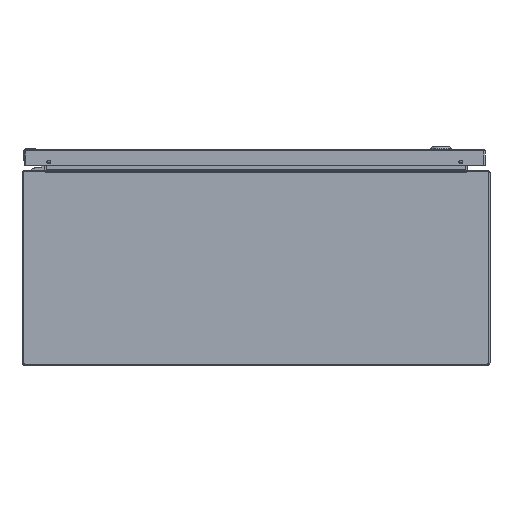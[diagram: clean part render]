
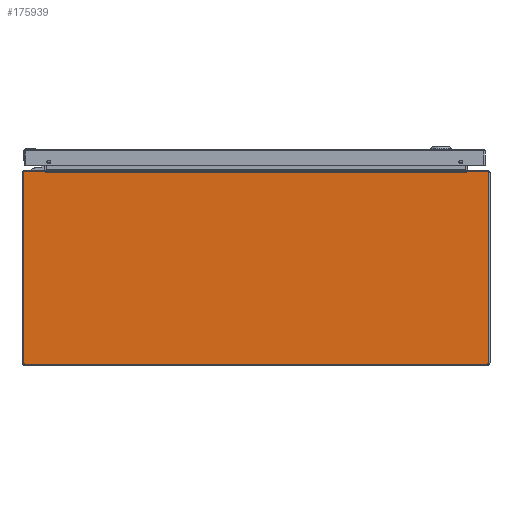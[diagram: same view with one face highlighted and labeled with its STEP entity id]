
A CAD part, front view. The second image highlights one B-rep face of the part: STEP entity #175939.
In plain terms, the highlighted planar face has unit normal (0, -1, 0).
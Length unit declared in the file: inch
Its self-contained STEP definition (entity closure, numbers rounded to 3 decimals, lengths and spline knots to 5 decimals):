
#727 = VECTOR ( 'NONE', #126303, 39.37008 ) ;
#1404 = CARTESIAN_POINT ( 'NONE',  ( 11.857, -18., -4.937 ) ) ;
#1690 = CARTESIAN_POINT ( 'NONE',  ( -11.937, -18., 0. ) ) ;
#2260 = EDGE_CURVE ( 'NONE', #117763, #74603, #142228, .T. ) ;
#4803 = CARTESIAN_POINT ( 'NONE',  ( 10.8136, -18., 4.883 ) ) ;
#5211 = EDGE_CURVE ( 'NONE', #6187, #124575, #110309, .T. ) ;
#6187 = VERTEX_POINT ( 'NONE', #46036 ) ;
#6904 = CARTESIAN_POINT ( 'NONE',  ( -11.857, -18., 4.857 ) ) ;
#10032 = DIRECTION ( 'NONE',  ( -0.174, 0., -0.985 ) ) ;
#10672 = DIRECTION ( 'NONE',  ( 0., 0., -1. ) ) ;
#11481 = LINE ( 'NONE', #26177, #54477 ) ;
#14604 = LINE ( 'NONE', #84795, #123898 ) ;
#15300 = FACE_OUTER_BOUND ( 'NONE', #144648, .T. ) ;
#16143 = ORIENTED_EDGE ( 'NONE', *, *, #31039, .T. ) ;
#18557 = ORIENTED_EDGE ( 'NONE', *, *, #182489, .F. ) ;
#20261 = VERTEX_POINT ( 'NONE', #1404 ) ;
#23193 = AXIS2_PLACEMENT_3D ( 'NONE', #6904, #35454, #174265 ) ;
#23261 = EDGE_CURVE ( 'NONE', #116930, #124575, #72595, .T. ) ;
#23957 = VECTOR ( 'NONE', #164965, 39.37008 ) ;
#24914 = VERTEX_POINT ( 'NONE', #46584 ) ;
#26177 = CARTESIAN_POINT ( 'NONE',  ( 0., -18., -4.937 ) ) ;
#27094 = ORIENTED_EDGE ( 'NONE', *, *, #2260, .T. ) ;
#29835 = CIRCLE ( 'NONE', #133204, 0.08 ) ;
#31039 = EDGE_CURVE ( 'NONE', #20261, #44592, #29835, .T. ) ;
#31862 = CARTESIAN_POINT ( 'NONE',  ( 0., -18., 4.883 ) ) ;
#32129 = DIRECTION ( 'NONE',  ( 0., 0., -1. ) ) ;
#34330 = EDGE_CURVE ( 'NONE', #74603, #20261, #11481, .T. ) ;
#34484 = CARTESIAN_POINT ( 'NONE',  ( 11.857, -18., 4.937 ) ) ;
#35454 = DIRECTION ( 'NONE',  ( 0., -1., 0. ) ) ;
#35916 = VECTOR ( 'NONE', #147475, 39.37008 ) ;
#36406 = CARTESIAN_POINT ( 'NONE',  ( 11.937, -18., -4.857 ) ) ;
#38944 = CARTESIAN_POINT ( 'NONE',  ( 10.798, -18., 4.883 ) ) ;
#44146 = EDGE_CURVE ( 'NONE', #123818, #117763, #128369, .T. ) ;
#44167 = VECTOR ( 'NONE', #32129, 39.37008 ) ;
#44592 = VERTEX_POINT ( 'NONE', #36406 ) ;
#44892 = ORIENTED_EDGE ( 'NONE', *, *, #34330, .T. ) ;
#46036 = CARTESIAN_POINT ( 'NONE',  ( -10.8136, -18., 4.883 ) ) ;
#46262 = CIRCLE ( 'NONE', #149561, 0.08 ) ;
#46584 = CARTESIAN_POINT ( 'NONE',  ( 10.82312, -18., 4.937 ) ) ;
#47534 = ORIENTED_EDGE ( 'NONE', *, *, #44146, .T. ) ;
#47777 = CARTESIAN_POINT ( 'NONE',  ( 11.937, -18., 4.857 ) ) ;
#47840 = CARTESIAN_POINT ( 'NONE',  ( 11.857, -18., -4.857 ) ) ;
#48879 = ORIENTED_EDGE ( 'NONE', *, *, #23261, .T. ) ;
#53194 = EDGE_CURVE ( 'NONE', #76791, #24914, #62390, .T. ) ;
#54477 = VECTOR ( 'NONE', #98257, 39.37008 ) ;
#54700 = DIRECTION ( 'NONE',  ( 0., -1., 0. ) ) ;
#55347 = ORIENTED_EDGE ( 'NONE', *, *, #5211, .F. ) ;
#56481 = CARTESIAN_POINT ( 'NONE',  ( -11.857, -18., 4.937 ) ) ;
#57428 = DIRECTION ( 'NONE',  ( 0., 0., -1. ) ) ;
#57959 = DIRECTION ( 'NONE',  ( 0., 0., 1. ) ) ;
#58048 = VERTEX_POINT ( 'NONE', #4803 ) ;
#59754 = EDGE_CURVE ( 'NONE', #84690, #142835, #122387, .T. ) ;
#62390 = LINE ( 'NONE', #104917, #35916 ) ;
#62555 = DIRECTION ( 'NONE',  ( 0., 0., -1. ) ) ;
#72595 = LINE ( 'NONE', #31862, #727 ) ;
#73481 = VECTOR ( 'NONE', #146820, 39.37008 ) ;
#73649 = EDGE_CURVE ( 'NONE', #24914, #58048, #136672, .T. ) ;
#74603 = VERTEX_POINT ( 'NONE', #142907 ) ;
#76495 = CARTESIAN_POINT ( 'NONE',  ( 10.80578, -18., 4.883 ) ) ;
#76791 = VERTEX_POINT ( 'NONE', #34484 ) ;
#77197 = AXIS2_PLACEMENT_3D ( 'NONE', #154570, #54700, #57428 ) ;
#77330 = DIRECTION ( 'NONE',  ( 0., -1., 0. ) ) ;
#83174 = VECTOR ( 'NONE', #93153, 39.37008 ) ;
#84690 = VERTEX_POINT ( 'NONE', #127862 ) ;
#84795 = CARTESIAN_POINT ( 'NONE',  ( 11.937, -18., 0. ) ) ;
#89555 = AXIS2_PLACEMENT_3D ( 'NONE', #171505, #128027, #131674 ) ;
#92739 = VECTOR ( 'NONE', #111227, 39.37008 ) ;
#93153 = DIRECTION ( 'NONE',  ( 0.174, 0., -0.985 ) ) ;
#98026 = EDGE_CURVE ( 'NONE', #44592, #169667, #14604, .T. ) ;
#98257 = DIRECTION ( 'NONE',  ( 1., 0., 0. ) ) ;
#99645 = ORIENTED_EDGE ( 'NONE', *, *, #155310, .T. ) ;
#102901 = CIRCLE ( 'NONE', #23193, 0.08 ) ;
#104917 = CARTESIAN_POINT ( 'NONE',  ( 0., -18., 4.937 ) ) ;
#105231 = CARTESIAN_POINT ( 'NONE',  ( 10.81836, -18., 4.91 ) ) ;
#105767 = CARTESIAN_POINT ( 'NONE',  ( 0., -18., 4.937 ) ) ;
#110309 = LINE ( 'NONE', #138089, #92739 ) ;
#111227 = DIRECTION ( 'NONE',  ( 1., 0., 0. ) ) ;
#112088 = CARTESIAN_POINT ( 'NONE',  ( -11.937, -18., 4.857 ) ) ;
#116930 = VERTEX_POINT ( 'NONE', #38944 ) ;
#117185 = ORIENTED_EDGE ( 'NONE', *, *, #130528, .T. ) ;
#117763 = VERTEX_POINT ( 'NONE', #153563 ) ;
#118571 = ORIENTED_EDGE ( 'NONE', *, *, #53194, .T. ) ;
#121790 = LINE ( 'NONE', #180112, #83174 ) ;
#122387 = LINE ( 'NONE', #105767, #23957 ) ;
#123818 = VERTEX_POINT ( 'NONE', #112088 ) ;
#123898 = VECTOR ( 'NONE', #57959, 39.37008 ) ;
#124575 = VERTEX_POINT ( 'NONE', #142893 ) ;
#126303 = DIRECTION ( 'NONE',  ( -1., 0., 0. ) ) ;
#127862 = CARTESIAN_POINT ( 'NONE',  ( -10.82312, -18., 4.937 ) ) ;
#128027 = DIRECTION ( 'NONE',  ( 0., -1., 0. ) ) ;
#128369 = LINE ( 'NONE', #1690, #44167 ) ;
#130528 = EDGE_CURVE ( 'NONE', #58048, #116930, #160662, .T. ) ;
#131674 = DIRECTION ( 'NONE',  ( 0., 0., -1. ) ) ;
#133204 = AXIS2_PLACEMENT_3D ( 'NONE', #47840, #77330, #62555 ) ;
#136672 = LINE ( 'NONE', #105231, #162326 ) ;
#137307 = CARTESIAN_POINT ( 'NONE',  ( 11.857, -18., 4.857 ) ) ;
#138089 = CARTESIAN_POINT ( 'NONE',  ( -10.80578, -18., 4.883 ) ) ;
#142228 = CIRCLE ( 'NONE', #77197, 0.08 ) ;
#142835 = VERTEX_POINT ( 'NONE', #56481 ) ;
#142893 = CARTESIAN_POINT ( 'NONE',  ( -10.798, -18., 4.883 ) ) ;
#142907 = CARTESIAN_POINT ( 'NONE',  ( -11.857, -18., -4.937 ) ) ;
#144648 = EDGE_LOOP ( 'NONE', ( #158137, #99645, #47534, #27094, #44892, #16143, #179692, #180675, #118571, #160232, #117185, #48879, #55347, #18557 ) ) ;
#145681 = EDGE_CURVE ( 'NONE', #169667, #76791, #46262, .T. ) ;
#146820 = DIRECTION ( 'NONE',  ( -1., 0., 0. ) ) ;
#147475 = DIRECTION ( 'NONE',  ( -1., 0., 0. ) ) ;
#149561 = AXIS2_PLACEMENT_3D ( 'NONE', #137307, #166933, #10672 ) ;
#152174 = PLANE ( 'NONE',  #89555 ) ;
#153563 = CARTESIAN_POINT ( 'NONE',  ( -11.937, -18., -4.857 ) ) ;
#154570 = CARTESIAN_POINT ( 'NONE',  ( -11.857, -18., -4.857 ) ) ;
#155310 = EDGE_CURVE ( 'NONE', #142835, #123818, #102901, .T. ) ;
#158137 = ORIENTED_EDGE ( 'NONE', *, *, #59754, .T. ) ;
#160232 = ORIENTED_EDGE ( 'NONE', *, *, #73649, .T. ) ;
#160662 = LINE ( 'NONE', #76495, #73481 ) ;
#162326 = VECTOR ( 'NONE', #10032, 39.37008 ) ;
#164965 = DIRECTION ( 'NONE',  ( -1., 0., 0. ) ) ;
#166933 = DIRECTION ( 'NONE',  ( 0., -1., 0. ) ) ;
#169667 = VERTEX_POINT ( 'NONE', #47777 ) ;
#171505 = CARTESIAN_POINT ( 'NONE',  ( 0., -18., 0. ) ) ;
#174265 = DIRECTION ( 'NONE',  ( 0., 0., -1. ) ) ;
#175939 = ADVANCED_FACE ( 'NONE', ( #15300 ), #152174, .T. ) ;
#179692 = ORIENTED_EDGE ( 'NONE', *, *, #98026, .T. ) ;
#180112 = CARTESIAN_POINT ( 'NONE',  ( -10.81836, -18., 4.91 ) ) ;
#180675 = ORIENTED_EDGE ( 'NONE', *, *, #145681, .T. ) ;
#182489 = EDGE_CURVE ( 'NONE', #84690, #6187, #121790, .T. ) ;
